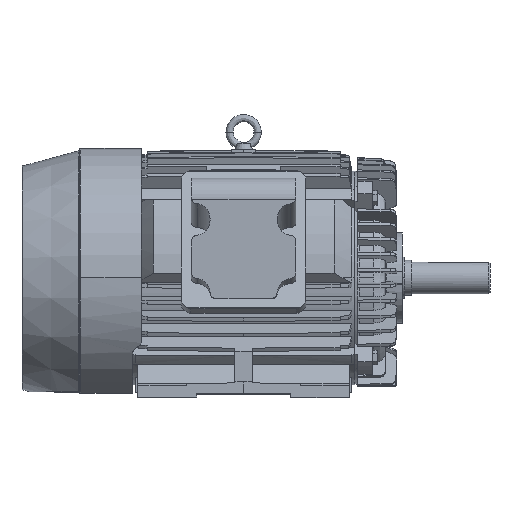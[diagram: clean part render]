
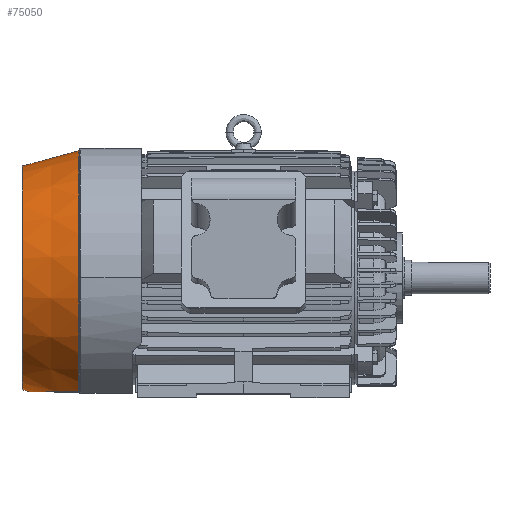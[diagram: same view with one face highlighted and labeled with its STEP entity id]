
A CAD part, top view. The second image highlights one B-rep face of the part: STEP entity #75050.
In plain terms, the highlighted conical face has half-angle 15.131 degrees and reference radius 216.1 mm.
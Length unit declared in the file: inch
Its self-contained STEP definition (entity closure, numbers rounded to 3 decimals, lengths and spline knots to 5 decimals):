
#1575 = EDGE_CURVE ( 'NONE', #74579, #34978, #2744, .T. ) ;
#1714 = CARTESIAN_POINT ( 'NONE',  ( -14.24939, -7.6378, 0.2176 ) ) ;
#2019 = VERTEX_POINT ( 'NONE', #102361 ) ;
#2256 = CARTESIAN_POINT ( 'NONE',  ( -14.08829, -7.6378, 0.84532 ) ) ;
#2480 = ORIENTED_EDGE ( 'NONE', *, *, #81008, .F. ) ;
#2744 = CIRCLE ( 'NONE', #46745, 7.49605 ) ;
#3159 = EDGE_CURVE ( 'NONE', #68436, #2019, #107326, .T. ) ;
#4521 = EDGE_CURVE ( 'NONE', #90126, #73538, #51600, .T. ) ;
#5666 = CARTESIAN_POINT ( 'NONE',  ( -11.04244, -7.6378, 3.7481 ) ) ;
#6439 = ORIENTED_EDGE ( 'NONE', *, *, #3159, .F. ) ;
#8886 = CARTESIAN_POINT ( 'NONE',  ( -13.84024, -7.6378, 1.32507 ) ) ;
#14077 = DIRECTION ( 'NONE',  ( 1., 0., 0. ) ) ;
#14490 = CARTESIAN_POINT ( 'NONE',  ( -13.45018, -7.6378, 1.84394 ) ) ;
#16213 = CARTESIAN_POINT ( 'NONE',  ( -11.04244, 8.50789, 0. ) ) ;
#16663 = CARTESIAN_POINT ( 'NONE',  ( -14.25743, -7.6378, 0.10923 ) ) ;
#17895 = AXIS2_PLACEMENT_3D ( 'NONE', #66516, #101720, #59850 ) ;
#19134 = FACE_OUTER_BOUND ( 'NONE', #85408, .T. ) ;
#22777 = CARTESIAN_POINT ( 'NONE',  ( -12.2761, -7.6378, 2.91492 ) ) ;
#23298 = CARTESIAN_POINT ( 'NONE',  ( -13.5534, -7.6378, 1.71972 ) ) ;
#25453 = CARTESIAN_POINT ( 'NONE',  ( -14.14469, -7.6378, 0.69174 ) ) ;
#26535 = CARTESIAN_POINT ( 'NONE',  ( -14.06727, -7.6378, 0.89542 ) ) ;
#27080 = CARTESIAN_POINT ( 'NONE',  ( -14.15315, -7.6378, 0.66592 ) ) ;
#31029 = CARTESIAN_POINT ( 'NONE',  ( -13.15835, -7.6378, 2.1552 ) ) ;
#31569 = CARTESIAN_POINT ( 'NONE',  ( -13.6862, -7.6378, 1.54813 ) ) ;
#32210 = DIRECTION ( 'NONE',  ( 0., 0., -1. ) ) ;
#32757 = DIRECTION ( 'NONE',  ( 0.965, -0.261, 0. ) ) ;
#34978 = VERTEX_POINT ( 'NONE', #103333 ) ;
#35331 = CARTESIAN_POINT ( 'NONE',  ( -14.0001, -7.6378, 1.0434 ) ) ;
#35481 = CIRCLE ( 'NONE', #17895, 8.50789 ) ;
#37254 = CARTESIAN_POINT ( 'NONE',  ( -11.04244, 0., 0. ) ) ;
#37583 = EDGE_CURVE ( 'NONE', #34978, #43762, #97760, .T. ) ;
#37801 = DIRECTION ( 'NONE',  ( 1., 0., 0. ) ) ;
#39274 = CARTESIAN_POINT ( 'NONE',  ( -11.40463, -7.6378, 3.52177 ) ) ;
#39951 = CARTESIAN_POINT ( 'NONE',  ( -14.78433, -7.49605, 0. ) ) ;
#40452 = CARTESIAN_POINT ( 'NONE',  ( -14.78433, 0., 0. ) ) ;
#42489 = CARTESIAN_POINT ( 'NONE',  ( -14.19315, -7.6378, 0.53637 ) ) ;
#43045 = CARTESIAN_POINT ( 'NONE',  ( -14.11753, -7.6378, 0.7689 ) ) ;
#43762 = VERTEX_POINT ( 'NONE', #39951 ) ;
#43900 = ORIENTED_EDGE ( 'NONE', *, *, #60846, .T. ) ;
#44345 = CARTESIAN_POINT ( 'NONE',  ( -11.04244, 0., 8.50789 ) ) ;
#44688 = CARTESIAN_POINT ( 'NONE',  ( -11.04244, -8.50789, 0. ) ) ;
#45544 = CONICAL_SURFACE ( 'NONE', #68432, 8.50789, 0.264 ) ;
#46745 = AXIS2_PLACEMENT_3D ( 'NONE', #89516, #66340, #49793 ) ;
#48090 = CARTESIAN_POINT ( 'NONE',  ( -13.58723, -7.6378, 1.67762 ) ) ;
#48096 = ORIENTED_EDGE ( 'NONE', *, *, #37583, .T. ) ;
#48589 = CARTESIAN_POINT ( 'NONE',  ( -11.04244, -7.6378, 3.7481 ) ) ;
#49163 = CARTESIAN_POINT ( 'NONE',  ( -12.44385, -7.6378, 2.78565 ) ) ;
#49793 = DIRECTION ( 'NONE',  ( 0., 0., -1. ) ) ;
#51600 = CIRCLE ( 'NONE', #106201, 8.50789 ) ;
#51724 = ORIENTED_EDGE ( 'NONE', *, *, #1575, .T. ) ;
#51864 = CARTESIAN_POINT ( 'NONE',  ( -14.26014, -7.6378, 0.02727 ) ) ;
#54618 = DIRECTION ( 'NONE',  ( -1., 0., 0. ) ) ;
#57255 = ORIENTED_EDGE ( 'NONE', *, *, #99545, .T. ) ;
#57332 = AXIS2_PLACEMENT_3D ( 'NONE', #40452, #14077, #32210 ) ;
#58503 = CARTESIAN_POINT ( 'NONE',  ( -14.26014, -7.6378, 0. ) ) ;
#59040 = CARTESIAN_POINT ( 'NONE',  ( -14.24301, -7.6378, 0.27132 ) ) ;
#59144 = DIRECTION ( 'NONE',  ( 0.965, 0.261, 0. ) ) ;
#59850 = DIRECTION ( 'NONE',  ( 0., 0., -1. ) ) ;
#60662 = CARTESIAN_POINT ( 'NONE',  ( -14.2596, -7.6378, 0.05468 ) ) ;
#60846 = EDGE_CURVE ( 'NONE', #43762, #2019, #82881, .T. ) ;
#64631 = CARTESIAN_POINT ( 'NONE',  ( -13.23317, -7.6378, 2.07963 ) ) ;
#65157 = CARTESIAN_POINT ( 'NONE',  ( -13.78091, -7.6378, 1.41557 ) ) ;
#66340 = DIRECTION ( 'NONE',  ( 1., 0., 0. ) ) ;
#66516 = CARTESIAN_POINT ( 'NONE',  ( -11.04244, 0., 0. ) ) ;
#68432 = AXIS2_PLACEMENT_3D ( 'NONE', #37254, #37801, #69789 ) ;
#68436 = VERTEX_POINT ( 'NONE', #48589 ) ;
#68940 = CARTESIAN_POINT ( 'NONE',  ( -14.21789, -7.6378, 0.4313 ) ) ;
#69789 = DIRECTION ( 'NONE',  ( 0., 1., 0. ) ) ;
#72902 = CARTESIAN_POINT ( 'NONE',  ( -11.7592, -7.6378, 3.28625 ) ) ;
#73445 = CARTESIAN_POINT ( 'NONE',  ( -13.65361, -7.6378, 1.59186 ) ) ;
#73538 = VERTEX_POINT ( 'NONE', #91389 ) ;
#74579 = VERTEX_POINT ( 'NONE', #109032 ) ;
#74655 = ORIENTED_EDGE ( 'NONE', *, *, #4521, .T. ) ;
#75050 = ADVANCED_FACE ( 'NONE', ( #19134 ), #45544, .T. ) ;
#77205 = CARTESIAN_POINT ( 'NONE',  ( -14.12689, -7.6378, 0.74321 ) ) ;
#81008 = EDGE_CURVE ( 'NONE', #74579, #73538, #91133, .T. ) ;
#82761 = CARTESIAN_POINT ( 'NONE',  ( -13.37908, -7.6378, 1.924 ) ) ;
#82881 = LINE ( 'NONE', #44688, #93637 ) ;
#83095 = VECTOR ( 'NONE', #59144, 39.37008 ) ;
#84916 = CARTESIAN_POINT ( 'NONE',  ( -14.25581, -7.6378, 0.1364 ) ) ;
#85408 = EDGE_LOOP ( 'NONE', ( #51724, #48096, #43900, #6439, #57255, #74655, #2480 ) ) ;
#86020 = CARTESIAN_POINT ( 'NONE',  ( -13.94983, -7.6378, 1.13898 ) ) ;
#88211 = DIRECTION ( 'NONE',  ( 0., 0., -1. ) ) ;
#89414 = CARTESIAN_POINT ( 'NONE',  ( -11.22463, -7.6378, 3.63627 ) ) ;
#89516 = CARTESIAN_POINT ( 'NONE',  ( -14.78433, 0., 0. ) ) ;
#89942 = CARTESIAN_POINT ( 'NONE',  ( -12.77042, -7.6378, 2.51633 ) ) ;
#90126 = VERTEX_POINT ( 'NONE', #44345 ) ;
#91133 = LINE ( 'NONE', #16213, #83095 ) ;
#91389 = CARTESIAN_POINT ( 'NONE',  ( -11.04244, 8.50789, 0. ) ) ;
#93637 = VECTOR ( 'NONE', #32757, 39.37008 ) ;
#97760 = CIRCLE ( 'NONE', #57332, 7.49605 ) ;
#98748 = CARTESIAN_POINT ( 'NONE',  ( -12.92927, -7.6378, 2.37632 ) ) ;
#99545 = EDGE_CURVE ( 'NONE', #68436, #90126, #35481, .T. ) ;
#101720 = DIRECTION ( 'NONE',  ( -1., 0., 0. ) ) ;
#102361 = CARTESIAN_POINT ( 'NONE',  ( -14.26014, -7.6378, 0. ) ) ;
#103333 = CARTESIAN_POINT ( 'NONE',  ( -14.78433, 0., 7.49605 ) ) ;
#104754 = CARTESIAN_POINT ( 'NONE',  ( -11.04244, 0., 0. ) ) ;
#106201 = AXIS2_PLACEMENT_3D ( 'NONE', #104754, #54618, #88211 ) ;
#106482 = CARTESIAN_POINT ( 'NONE',  ( -11.93377, -7.6378, 3.16522 ) ) ;
#107326 = B_SPLINE_CURVE_WITH_KNOTS ( 'NONE', 3,
 ( #5666, #89414, #39274, #72902, #106482, #22777, #49163, #89942, #98748, #31029, #64631, #82761, #14490, #23298, #48090, #73445, #31569, #65157, #8886, #86020, #35331, #26535, #2256, #43045, #77205, #25453, #27080, #42489, #68940, #59040, #1714, #84916, #16663, #60662, #51864, #58503 ),
 .UNSPECIFIED., .F., .F.,
 ( 4, 2, 2, 2, 2, 2, 2, 2, 2, 2, 2, 2, 2, 2, 2, 2, 2, 4 ),
 ( 0., 0.01613, 0.03226, 0.04838, 0.06451, 0.07257, 0.08064, 0.08467, 0.0887, 0.09677, 0.10483, 0.10886, 0.11088, 0.11289, 0.12096, 0.12499, 0.127, 0.12902 ),
 .UNSPECIFIED. ) ;
#109032 = CARTESIAN_POINT ( 'NONE',  ( -14.78433, 7.49605, 0. ) ) ;
